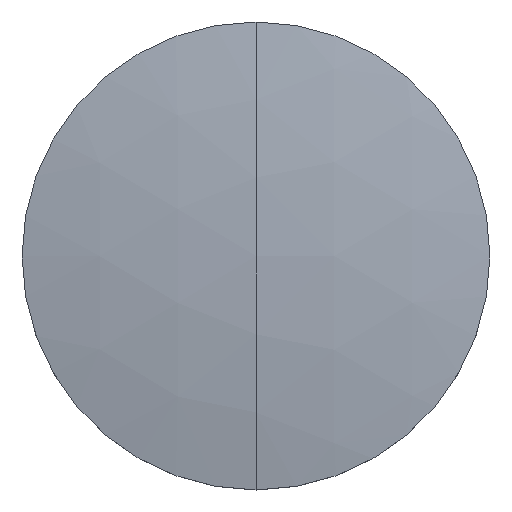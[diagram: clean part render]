
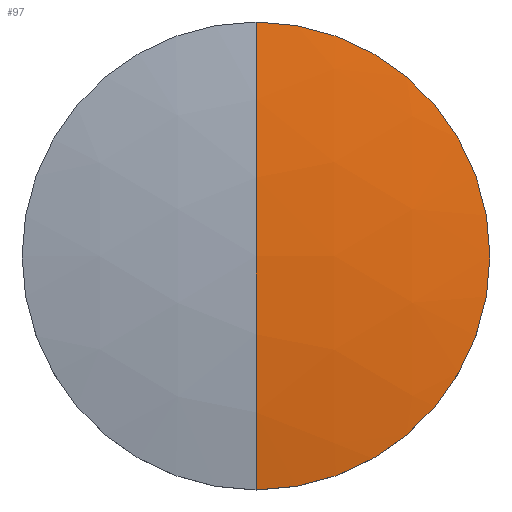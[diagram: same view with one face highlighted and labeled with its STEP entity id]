
A CAD part, top view. The second image highlights one B-rep face of the part: STEP entity #97.
In plain terms, the highlighted spherical face has radius 70.2 mm.
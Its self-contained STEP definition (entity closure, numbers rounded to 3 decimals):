
#17 = DIRECTION ( 'NONE',  ( 0., 1., 0. ) ) ;
#28 = DIRECTION ( 'NONE',  ( 0., 1., 0. ) ) ;
#29 = DIRECTION ( 'NONE',  ( 0., 0., -1. ) ) ;
#30 = CARTESIAN_POINT ( 'NONE',  ( 0., 0., 0.842 ) ) ;
#31 = AXIS2_PLACEMENT_3D ( 'NONE', #30, #29, #28 ) ;
#32 = CIRCLE ( 'NONE', #31, 12.7 ) ;
#53 = CARTESIAN_POINT ( 'NONE',  ( 0., 0., 2. ) ) ;
#54 = AXIS2_PLACEMENT_3D ( 'NONE', #73, #80, #17 ) ;
#55 = CARTESIAN_POINT ( 'NONE',  ( 0., 12.7, 0.842 ) ) ;
#56 = CARTESIAN_POINT ( 'NONE',  ( 0., -12.7, 0.842 ) ) ;
#60 = CIRCLE ( 'NONE', #54, 70.2 ) ;
#73 = CARTESIAN_POINT ( 'NONE',  ( 0., 0., -68.2 ) ) ;
#80 = DIRECTION ( 'NONE',  ( 1., 0., 0. ) ) ;
#97 = ADVANCED_FACE ( 'NONE', ( #197 ), #187, .T. ) ;
#98 = EDGE_LOOP ( 'NONE', ( #99, #102, #104 ) ) ;
#99 = ORIENTED_EDGE ( 'NONE', *, *, #100, .F. ) ;
#100 = EDGE_CURVE ( 'NONE', #101, #139, #152, .T. ) ;
#101 = VERTEX_POINT ( 'NONE', #53 ) ;
#102 = ORIENTED_EDGE ( 'NONE', *, *, #103, .T. ) ;
#103 = EDGE_CURVE ( 'NONE', #101, #138, #60, .T. ) ;
#104 = ORIENTED_EDGE ( 'NONE', *, *, #141, .F. ) ;
#138 = VERTEX_POINT ( 'NONE', #56 ) ;
#139 = VERTEX_POINT ( 'NONE', #55 ) ;
#141 = EDGE_CURVE ( 'NONE', #139, #138, #32, .T. ) ;
#151 = DIRECTION ( 'NONE',  ( -1., 0., 0. ) ) ;
#152 = CIRCLE ( 'NONE', #161, 70.2 ) ;
#154 = CARTESIAN_POINT ( 'NONE',  ( 0., 0., -68.2 ) ) ;
#156 = DIRECTION ( 'NONE',  ( 0., 0., 1. ) ) ;
#161 = AXIS2_PLACEMENT_3D ( 'NONE', #154, #151, #156 ) ;
#184 = DIRECTION ( 'NONE',  ( 0., 1., 0. ) ) ;
#185 = AXIS2_PLACEMENT_3D ( 'NONE', #191, #190, #184 ) ;
#187 = SPHERICAL_SURFACE ( 'NONE', #185, 70.2 ) ;
#190 = DIRECTION ( 'NONE',  ( 1., 0., 0. ) ) ;
#191 = CARTESIAN_POINT ( 'NONE',  ( 0., 0., -68.2 ) ) ;
#197 = FACE_OUTER_BOUND ( 'NONE', #98, .T. ) ;
